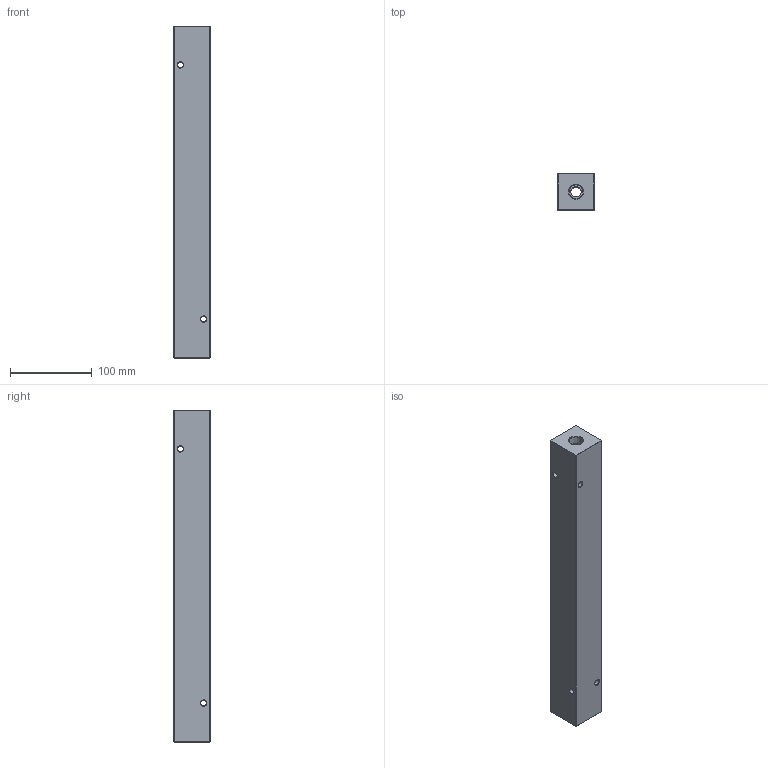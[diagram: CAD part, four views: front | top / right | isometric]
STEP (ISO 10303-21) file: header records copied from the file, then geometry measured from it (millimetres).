
FILE_DESCRIPTION (( 'STEP AP203' ), '1' );
FILE_NAME ('HM-9-90-P-6-2.STEP', '2020-10-29T19:49:13', ( '' ), ( '' ), 'SwSTEP 2.0', 'SolidWorks 2019', '' );
FILE_SCHEMA (( 'CONFIG_CONTROL_DESIGN' ));
Length unit declared in the file: inch
Products named in the file (1): HM-9-90-P-6-2
Bounding box: 44.45 x 44.45 x 406.4 mm (x, y, z)
Volume: 723432.3 mm3; surface area: 101762.5 mm2
Topology: 1 solids, 1 shells, 560 faces, 1445 edges, 940 vertices
Faces by surface type: plane 254, bspline 192, cone 60, cylinder 54
Entity records: 27632 total; most frequent: CARTESIAN_POINT 15114, ORIENTED_EDGE 2890, DIRECTION 1907, EDGE_CURVE 1445, VERTEX_POINT 940, LINE 849, VECTOR 849, EDGE_LOOP 663
